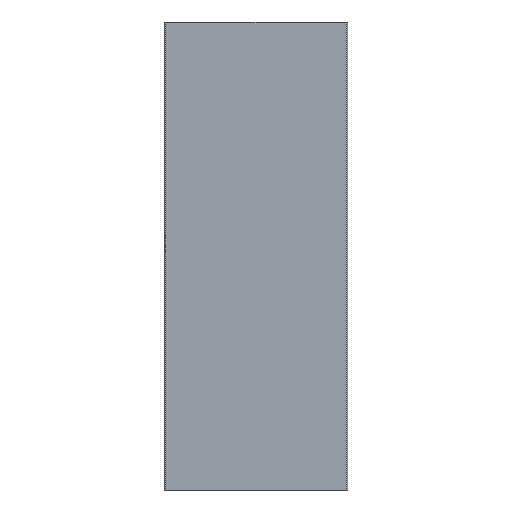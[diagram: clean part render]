
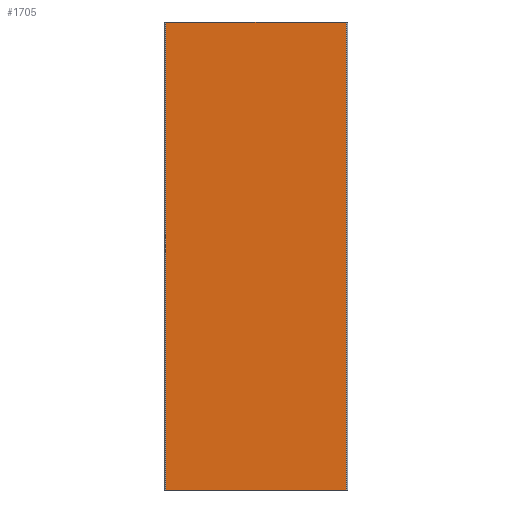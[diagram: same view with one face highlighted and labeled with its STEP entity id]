
A CAD part, front view. The second image highlights one B-rep face of the part: STEP entity #1705.
In plain terms, the highlighted planar face has unit normal (0, -1, 0).
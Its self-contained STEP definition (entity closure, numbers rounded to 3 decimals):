
#44 = AXIS2_PLACEMENT_3D ( 'NONE', #290, #1598, #326 ) ;
#45 = CARTESIAN_POINT ( 'NONE',  ( -29.189, -10.5, 0. ) ) ;
#195 = DIRECTION ( 'NONE',  ( 0., 0., -1. ) ) ;
#237 = EDGE_CURVE ( 'NONE', #1230, #1697, #515, .T. ) ;
#290 = CARTESIAN_POINT ( 'NONE',  ( 9.411, -10.5, 100. ) ) ;
#320 = CARTESIAN_POINT ( 'NONE',  ( -29.189, -10.5, 100. ) ) ;
#326 = DIRECTION ( 'NONE',  ( -1., 0., 0. ) ) ;
#382 = CARTESIAN_POINT ( 'NONE',  ( 9.411, -10.5, 100. ) ) ;
#440 = EDGE_CURVE ( 'NONE', #1811, #992, #909, .T. ) ;
#466 = FACE_OUTER_BOUND ( 'NONE', #677, .T. ) ;
#487 = CARTESIAN_POINT ( 'NONE',  ( 9.411, -10.5, 100. ) ) ;
#493 = CARTESIAN_POINT ( 'NONE',  ( 9.411, -10.5, 0. ) ) ;
#515 = LINE ( 'NONE', #1760, #1119 ) ;
#533 = ORIENTED_EDGE ( 'NONE', *, *, #237, .T. ) ;
#545 = VECTOR ( 'NONE', #801, 1000. ) ;
#587 = ORIENTED_EDGE ( 'NONE', *, *, #816, .F. ) ;
#646 = LINE ( 'NONE', #1773, #1016 ) ;
#677 = EDGE_LOOP ( 'NONE', ( #1627, #1337, #587, #533 ) ) ;
#794 = DIRECTION ( 'NONE',  ( 1., 0., 0. ) ) ;
#801 = DIRECTION ( 'NONE',  ( 1., 0., 0. ) ) ;
#816 = EDGE_CURVE ( 'NONE', #1230, #1811, #1484, .T. ) ;
#909 = LINE ( 'NONE', #382, #1153 ) ;
#992 = VERTEX_POINT ( 'NONE', #493 ) ;
#1016 = VECTOR ( 'NONE', #794, 1000. ) ;
#1030 = PLANE ( 'NONE',  #44 ) ;
#1119 = VECTOR ( 'NONE', #195, 1000. ) ;
#1153 = VECTOR ( 'NONE', #1183, 1000. ) ;
#1183 = DIRECTION ( 'NONE',  ( 0., 0., -1. ) ) ;
#1230 = VERTEX_POINT ( 'NONE', #320 ) ;
#1337 = ORIENTED_EDGE ( 'NONE', *, *, #440, .F. ) ;
#1426 = EDGE_CURVE ( 'NONE', #1697, #992, #646, .T. ) ;
#1484 = LINE ( 'NONE', #1626, #545 ) ;
#1598 = DIRECTION ( 'NONE',  ( 0., 1., 0. ) ) ;
#1626 = CARTESIAN_POINT ( 'NONE',  ( 9.411, -10.5, 100. ) ) ;
#1627 = ORIENTED_EDGE ( 'NONE', *, *, #1426, .T. ) ;
#1697 = VERTEX_POINT ( 'NONE', #45 ) ;
#1705 = ADVANCED_FACE ( 'NONE', ( #466 ), #1030, .F. ) ;
#1760 = CARTESIAN_POINT ( 'NONE',  ( -29.189, -10.5, 100. ) ) ;
#1773 = CARTESIAN_POINT ( 'NONE',  ( 9.411, -10.5, 0. ) ) ;
#1811 = VERTEX_POINT ( 'NONE', #487 ) ;
